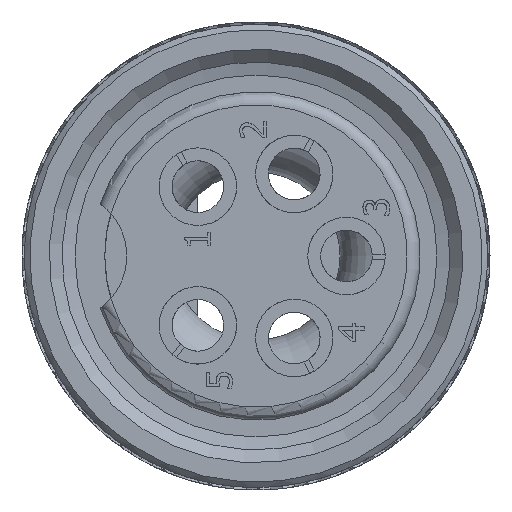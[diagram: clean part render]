
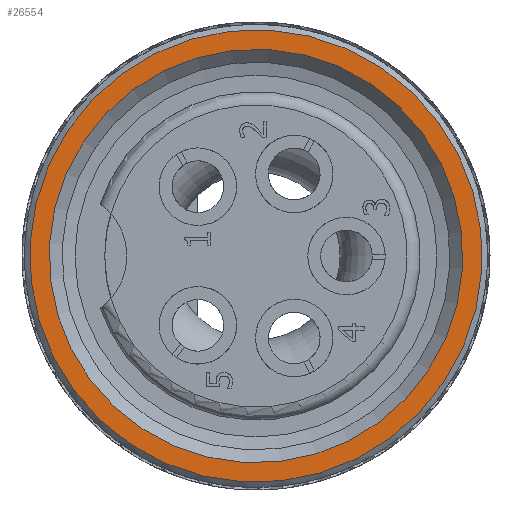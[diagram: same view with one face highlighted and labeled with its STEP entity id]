
A CAD part, left-side view. The second image highlights one B-rep face of the part: STEP entity #26554.
In plain terms, the highlighted planar face has unit normal (-1, 0, 0).
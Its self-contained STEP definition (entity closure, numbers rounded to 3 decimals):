
#1893=FACE_BOUND('',#7056,.T.);
#2432=PLANE('',#30124);
#5400=FACE_OUTER_BOUND('',#7055,.T.);
#7055=EDGE_LOOP('',(#23432));
#7056=EDGE_LOOP('',(#23433));
#11120=CIRCLE('',#28722,8.);
#11130=CIRCLE('',#28737,8.75);
#12925=VERTEX_POINT('',#45856);
#12965=VERTEX_POINT('',#45976);
#15894=EDGE_CURVE('',#12925,#12925,#11120,.T.);
#15969=EDGE_CURVE('',#12965,#12965,#11130,.T.);
#23432=ORIENTED_EDGE('',*,*,#15969,.T.);
#23433=ORIENTED_EDGE('',*,*,#15894,.T.);
#26554=ADVANCED_FACE('',(#5400,#1893),#2432,.F.);
#28722=AXIS2_PLACEMENT_3D('',#45858,#34614,#34615);
#28737=AXIS2_PLACEMENT_3D('',#45978,#34709,#34710);
#30124=AXIS2_PLACEMENT_3D('',#48873,#38178,#38179);
#34614=DIRECTION('center_axis',(1.,0.,0.));
#34615=DIRECTION('ref_axis',(0.,-0.993,0.114));
#34709=DIRECTION('center_axis',(-1.,0.,0.));
#34710=DIRECTION('ref_axis',(0.,-0.993,0.114));
#38178=DIRECTION('center_axis',(1.,0.,0.));
#38179=DIRECTION('ref_axis',(0.,-0.993,0.114));
#45856=CARTESIAN_POINT('',(5.011,-7.948,0.912));
#45858=CARTESIAN_POINT('Origin',(5.011,0.,0.));
#45976=CARTESIAN_POINT('',(5.011,8.693,-0.997));
#45978=CARTESIAN_POINT('Origin',(5.011,0.,0.));
#48873=CARTESIAN_POINT('Origin',(5.011,-1.032,-8.991));
